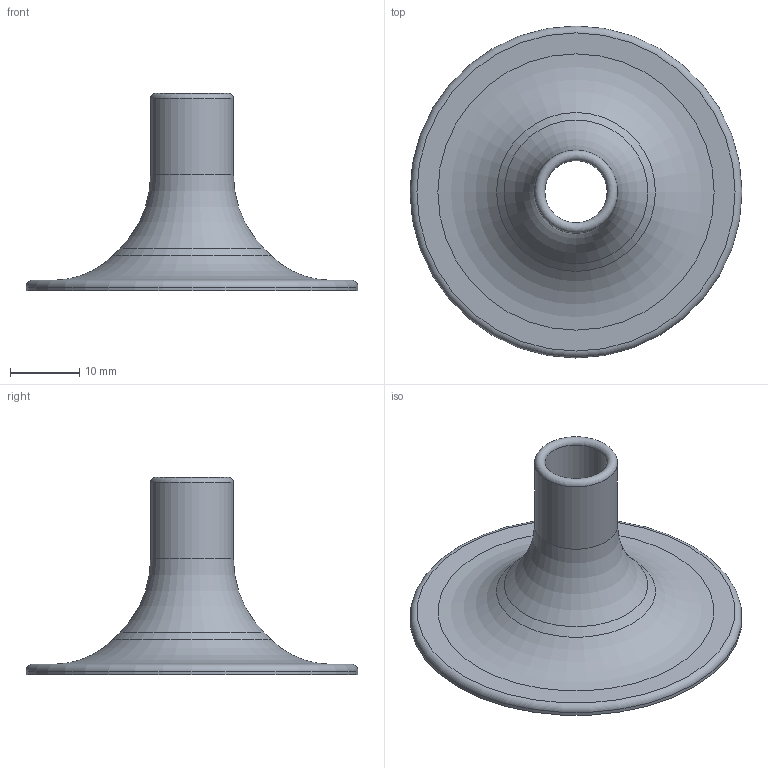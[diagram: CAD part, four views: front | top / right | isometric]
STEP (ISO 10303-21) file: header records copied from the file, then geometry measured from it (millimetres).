
FILE_DESCRIPTION(/* description */ (''),/* implementation_level */ '2;1');
FILE_NAME(/* name */ 'GimbalProtector v4.step',/* time_stamp */ '2024-05-18T14:55:45+01:00',/* author */ (''),/* organization */ (''),/* preprocessor_version */ 'ST-DEVELOPER v20',/* originating_system */ 'Autodesk Translation Framework v12.20.1.177',/* authorisation */ '');
FILE_SCHEMA (('AUTOMOTIVE_DESIGN { 1 0 10303 214 3 1 1 }'));
Length unit declared in the file: millimetre
Products named in the file (1): GimbalProtector
Bounding box: 48 x 48 x 28.5 mm (x, y, z)
Volume: 4087.6 mm3; surface area: 5291.7 mm2
Topology: 1 solids, 1 shells, 12 faces, 26 edges, 16 vertices
Faces by surface type: torus 5, cylinder 3, cone 2, plane 2
Full cylindrical faces by diameter (mm): 9 x1, 12 x1, 48 x1
Entity records: 383 total; most frequent: DIRECTION 73, CARTESIAN_POINT 55, ORIENTED_EDGE 52, AXIS2_PLACEMENT_3D 34, EDGE_CURVE 26, CIRCLE 21, VERTEX_POINT 16, EDGE_LOOP 14
